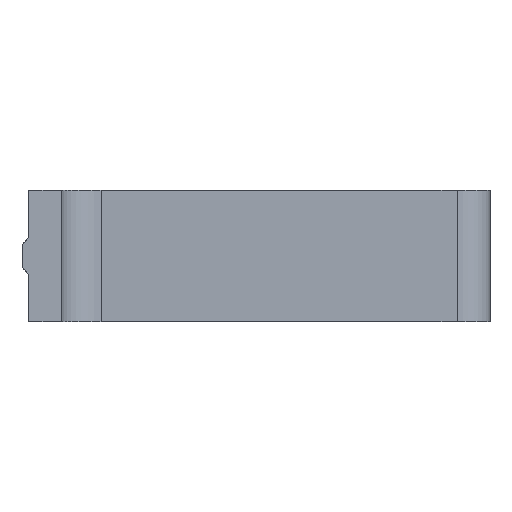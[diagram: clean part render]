
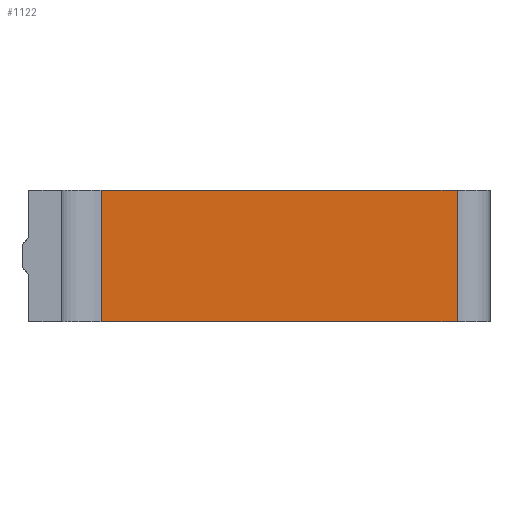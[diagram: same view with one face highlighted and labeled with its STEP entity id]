
A CAD part, left-side view. The second image highlights one B-rep face of the part: STEP entity #1122.
In plain terms, the highlighted planar face has unit normal (-1, 0, 0).
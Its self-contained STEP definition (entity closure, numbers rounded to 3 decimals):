
#11 = CARTESIAN_POINT ( 'NONE',  ( -10.469, -21.406, 0. ) ) ;
#91 = DIRECTION ( 'NONE',  ( 1., 0., 0. ) ) ;
#120 = AXIS2_PLACEMENT_3D ( 'NONE', #1021, #91, #304 ) ;
#140 = LINE ( 'NONE', #1178, #1211 ) ;
#142 = VERTEX_POINT ( 'NONE', #157 ) ;
#157 = CARTESIAN_POINT ( 'NONE',  ( -10.469, 32.594, 0. ) ) ;
#184 = PLANE ( 'NONE',  #120 ) ;
#200 = VECTOR ( 'NONE', #1175, 1000. ) ;
#304 = DIRECTION ( 'NONE',  ( 0., 1., 0. ) ) ;
#318 = ORIENTED_EDGE ( 'NONE', *, *, #500, .T. ) ;
#329 = DIRECTION ( 'NONE',  ( 0., 0., -1. ) ) ;
#340 = LINE ( 'NONE', #748, #200 ) ;
#493 = CARTESIAN_POINT ( 'NONE',  ( -10.469, 32.594, 20. ) ) ;
#500 = EDGE_CURVE ( 'NONE', #142, #860, #340, .T. ) ;
#664 = VERTEX_POINT ( 'NONE', #784 ) ;
#696 = EDGE_CURVE ( 'NONE', #1274, #664, #1190, .T. ) ;
#703 = CARTESIAN_POINT ( 'NONE',  ( -10.469, -21.406, 20. ) ) ;
#710 = VECTOR ( 'NONE', #960, 1000. ) ;
#748 = CARTESIAN_POINT ( 'NONE',  ( -10.469, 43.594, 0. ) ) ;
#784 = CARTESIAN_POINT ( 'NONE',  ( -10.469, -21.406, 20. ) ) ;
#812 = LINE ( 'NONE', #703, #1349 ) ;
#828 = DIRECTION ( 'NONE',  ( 0., 0., 1. ) ) ;
#860 = VERTEX_POINT ( 'NONE', #11 ) ;
#945 = CARTESIAN_POINT ( 'NONE',  ( -10.469, 43.594, 20. ) ) ;
#960 = DIRECTION ( 'NONE',  ( 0., -1., 0. ) ) ;
#1021 = CARTESIAN_POINT ( 'NONE',  ( -10.469, 43.594, 20. ) ) ;
#1068 = EDGE_LOOP ( 'NONE', ( #318, #1168, #1305, #1180 ) ) ;
#1115 = EDGE_CURVE ( 'NONE', #860, #664, #812, .T. ) ;
#1122 = ADVANCED_FACE ( 'NONE', ( #1126 ), #184, .F. ) ;
#1126 = FACE_OUTER_BOUND ( 'NONE', #1068, .T. ) ;
#1168 = ORIENTED_EDGE ( 'NONE', *, *, #1115, .T. ) ;
#1175 = DIRECTION ( 'NONE',  ( 0., -1., 0. ) ) ;
#1178 = CARTESIAN_POINT ( 'NONE',  ( -10.469, 32.594, 20. ) ) ;
#1180 = ORIENTED_EDGE ( 'NONE', *, *, #1229, .T. ) ;
#1190 = LINE ( 'NONE', #945, #710 ) ;
#1211 = VECTOR ( 'NONE', #329, 1000. ) ;
#1229 = EDGE_CURVE ( 'NONE', #1274, #142, #140, .T. ) ;
#1274 = VERTEX_POINT ( 'NONE', #493 ) ;
#1305 = ORIENTED_EDGE ( 'NONE', *, *, #696, .F. ) ;
#1349 = VECTOR ( 'NONE', #828, 1000. ) ;
